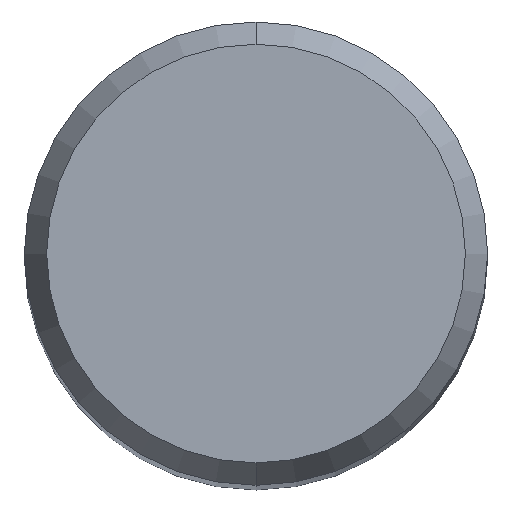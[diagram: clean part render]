
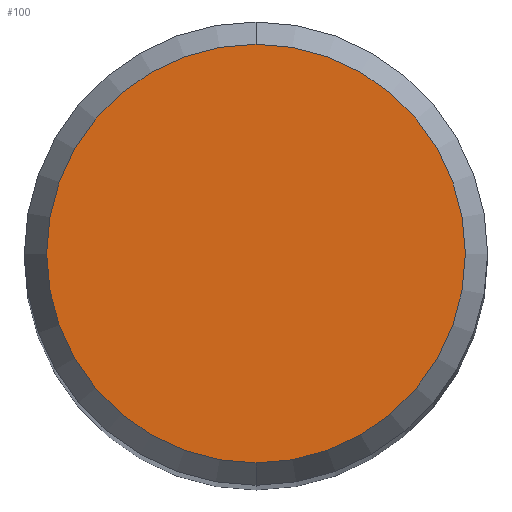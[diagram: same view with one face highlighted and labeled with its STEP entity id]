
A CAD part, top view. The second image highlights one B-rep face of the part: STEP entity #100.
In plain terms, the highlighted planar face has unit normal (0, 0, 1).
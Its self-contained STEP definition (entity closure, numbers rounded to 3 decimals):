
#100=ADVANCED_FACE('',(#246),#247,.T.);
#112=EDGE_CURVE('',#220,#158,#260,.T.);
#152=EDGE_CURVE('',#158,#220,#306,.T.);
#158=VERTEX_POINT('',#313);
#220=VERTEX_POINT('',#382);
#246=FACE_OUTER_BOUND('',#400,.T.);
#247=PLANE('',#401);
#260=CIRCLE('',#418,4.304);
#306=CIRCLE('',#473,4.304);
#313=CARTESIAN_POINT('',(0.0,4.304,0.0));
#382=CARTESIAN_POINT('',(0.,-4.304,0.0));
#400=EDGE_LOOP('',(#585,#586));
#401=AXIS2_PLACEMENT_3D('',#587,#588,#589);
#418=AXIS2_PLACEMENT_3D('',#600,#601,#602);
#473=AXIS2_PLACEMENT_3D('',#663,#664,#665);
#585=ORIENTED_EDGE('',*,*,#152,.F.);
#586=ORIENTED_EDGE('',*,*,#112,.F.);
#587=CARTESIAN_POINT('',(0.0,2.152,0.0));
#588=DIRECTION('',(-0.0,0.0,1.0));
#589=DIRECTION('',(0.0,-1.0,0.0));
#600=CARTESIAN_POINT('',(0.0,0.0,0.0));
#601=DIRECTION('',(0.0,0.0,-1.0));
#602=DIRECTION('',(0.0,1.0,0.0));
#663=CARTESIAN_POINT('',(0.0,0.0,0.0));
#664=DIRECTION('',(0.0,0.0,-1.0));
#665=DIRECTION('',(0.0,1.0,0.0));
